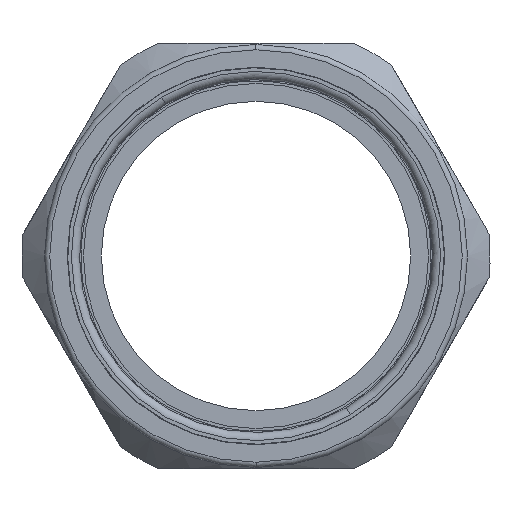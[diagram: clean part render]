
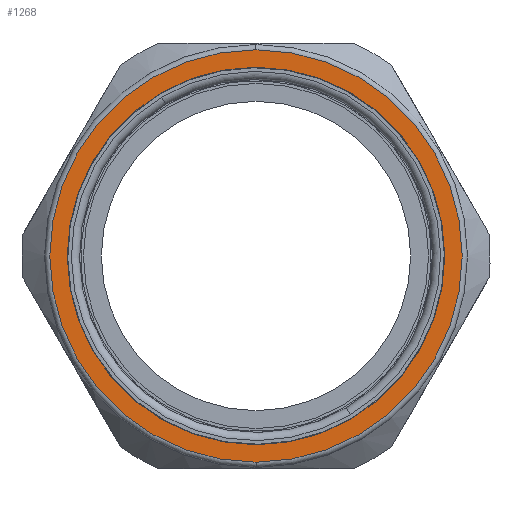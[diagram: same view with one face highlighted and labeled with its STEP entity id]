
A CAD part, left-side view. The second image highlights one B-rep face of the part: STEP entity #1268.
In plain terms, the highlighted planar face has unit normal (-1, 0, 0).
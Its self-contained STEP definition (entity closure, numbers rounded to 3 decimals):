
#90 = ORIENTED_EDGE ( 'NONE', *, *, #3544, .T. ) ;
#117 = EDGE_CURVE ( 'NONE', #3006, #3699, #3666, .T. ) ;
#247 = AXIS2_PLACEMENT_3D ( 'NONE', #257, #2491, #2263 ) ;
#257 = CARTESIAN_POINT ( 'NONE',  ( -53.396, 0., 0. ) ) ;
#295 = EDGE_CURVE ( 'NONE', #3699, #3006, #2932, .T. ) ;
#301 = CARTESIAN_POINT ( 'NONE',  ( -53.396, 0., 0. ) ) ;
#306 = CARTESIAN_POINT ( 'NONE',  ( -53.396, 0.006, 35.475 ) ) ;
#847 = AXIS2_PLACEMENT_3D ( 'NONE', #2770, #2506, #2530 ) ;
#849 = PLANE ( 'NONE',  #2125 ) ;
#966 = AXIS2_PLACEMENT_3D ( 'NONE', #1932, #1344, #1723 ) ;
#1268 = ADVANCED_FACE ( 'NONE', ( #1420, #1386 ), #849, .F. ) ;
#1344 = DIRECTION ( 'NONE',  ( 1., 0., 0. ) ) ;
#1386 = FACE_OUTER_BOUND ( 'NONE', #1994, .T. ) ;
#1420 = FACE_BOUND ( 'NONE', #2581, .T. ) ;
#1440 = CARTESIAN_POINT ( 'NONE',  ( -53.396, 0., 0. ) ) ;
#1543 = CIRCLE ( 'NONE', #847, 35.475 ) ;
#1695 = DIRECTION ( 'NONE',  ( -1., 0., 0. ) ) ;
#1723 = DIRECTION ( 'NONE',  ( 0., 0., -1. ) ) ;
#1822 = CARTESIAN_POINT ( 'NONE',  ( -53.396, -0.006, -35.475 ) ) ;
#1877 = ORIENTED_EDGE ( 'NONE', *, *, #295, .T. ) ;
#1932 = CARTESIAN_POINT ( 'NONE',  ( -53.396, 0., 0. ) ) ;
#1994 = EDGE_LOOP ( 'NONE', ( #2986, #1877 ) ) ;
#2024 = ORIENTED_EDGE ( 'NONE', *, *, #2118, .T. ) ;
#2108 = CARTESIAN_POINT ( 'NONE',  ( -53.396, -0.007, -38.75 ) ) ;
#2118 = EDGE_CURVE ( 'NONE', #2588, #3691, #3684, .T. ) ;
#2124 = AXIS2_PLACEMENT_3D ( 'NONE', #301, #1695, #2599 ) ;
#2125 = AXIS2_PLACEMENT_3D ( 'NONE', #1440, #2266, #3419 ) ;
#2263 = DIRECTION ( 'NONE',  ( 0., 0., -1. ) ) ;
#2266 = DIRECTION ( 'NONE',  ( 1., 0., 0. ) ) ;
#2491 = DIRECTION ( 'NONE',  ( -1., 0., 0. ) ) ;
#2506 = DIRECTION ( 'NONE',  ( 1., 0., 0. ) ) ;
#2530 = DIRECTION ( 'NONE',  ( 0., 0., -1. ) ) ;
#2581 = EDGE_LOOP ( 'NONE', ( #90, #2024 ) ) ;
#2588 = VERTEX_POINT ( 'NONE', #1822 ) ;
#2599 = DIRECTION ( 'NONE',  ( 0., 0., -1. ) ) ;
#2770 = CARTESIAN_POINT ( 'NONE',  ( -53.396, 0., 0. ) ) ;
#2932 = CIRCLE ( 'NONE', #2124, 38.75 ) ;
#2986 = ORIENTED_EDGE ( 'NONE', *, *, #117, .T. ) ;
#3006 = VERTEX_POINT ( 'NONE', #2108 ) ;
#3419 = DIRECTION ( 'NONE',  ( 0., 0., -1. ) ) ;
#3446 = CARTESIAN_POINT ( 'NONE',  ( -53.396, 0.007, 38.75 ) ) ;
#3544 = EDGE_CURVE ( 'NONE', #3691, #2588, #1543, .T. ) ;
#3666 = CIRCLE ( 'NONE', #247, 38.75 ) ;
#3684 = CIRCLE ( 'NONE', #966, 35.475 ) ;
#3691 = VERTEX_POINT ( 'NONE', #306 ) ;
#3699 = VERTEX_POINT ( 'NONE', #3446 ) ;
